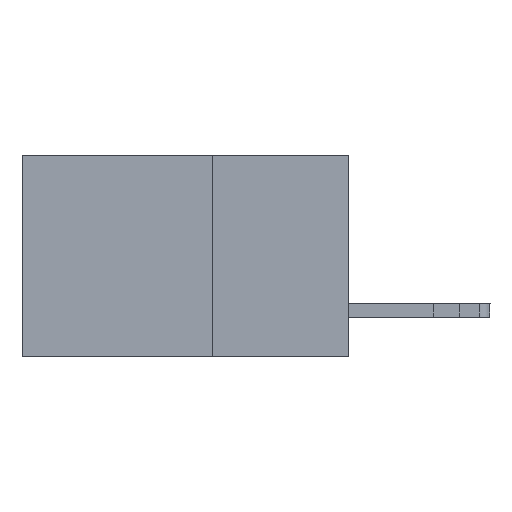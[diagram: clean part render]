
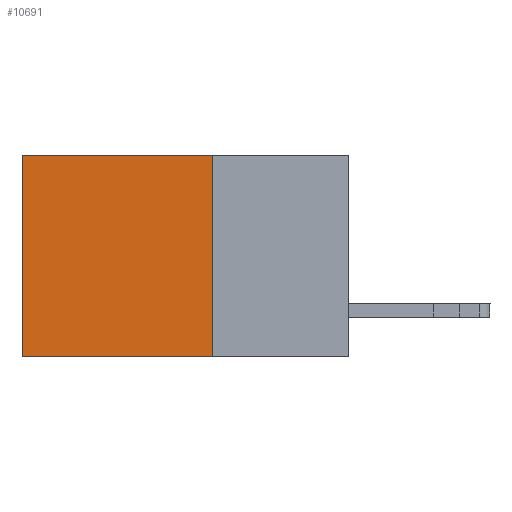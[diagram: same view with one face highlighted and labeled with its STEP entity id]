
A CAD part, left-side view. The second image highlights one B-rep face of the part: STEP entity #10691.
In plain terms, the highlighted planar face has unit normal (-1, 0, 0).
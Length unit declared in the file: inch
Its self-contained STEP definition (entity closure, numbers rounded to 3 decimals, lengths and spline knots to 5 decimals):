
#99 = EDGE_LOOP ( 'NONE', ( #15020, #12093, #5747, #6488 ) ) ;
#1998 = DIRECTION ( 'NONE',  ( 0., 0., -1. ) ) ;
#2627 = CARTESIAN_POINT ( 'NONE',  ( 0.2615, 0.6, -0.37 ) ) ;
#2667 = DIRECTION ( 'NONE',  ( 0., 0., -1. ) ) ;
#3880 = VERTEX_POINT ( 'NONE', #7588 ) ;
#4043 = CARTESIAN_POINT ( 'NONE',  ( 0.2615, 0.25, -0.37 ) ) ;
#4124 = LINE ( 'NONE', #12520, #7774 ) ;
#4930 = VERTEX_POINT ( 'NONE', #15479 ) ;
#5008 = VECTOR ( 'NONE', #7929, 39.37008 ) ;
#5242 = PLANE ( 'NONE',  #8330 ) ;
#5381 = LINE ( 'NONE', #4043, #15183 ) ;
#5614 = LINE ( 'NONE', #10641, #5008 ) ;
#5747 = ORIENTED_EDGE ( 'NONE', *, *, #13434, .F. ) ;
#5779 = CARTESIAN_POINT ( 'NONE',  ( 0.2615, 0.25, -0.37 ) ) ;
#6488 = ORIENTED_EDGE ( 'NONE', *, *, #8255, .T. ) ;
#6599 = EDGE_CURVE ( 'NONE', #8063, #15765, #8178, .T. ) ;
#7588 = CARTESIAN_POINT ( 'NONE',  ( 0.2615, 0.25, 0. ) ) ;
#7774 = VECTOR ( 'NONE', #2667, 39.37008 ) ;
#7929 = DIRECTION ( 'NONE',  ( 0., 1., 0. ) ) ;
#8063 = VERTEX_POINT ( 'NONE', #9086 ) ;
#8178 = LINE ( 'NONE', #14543, #10356 ) ;
#8255 = EDGE_CURVE ( 'NONE', #3880, #4930, #5614, .T. ) ;
#8330 = AXIS2_PLACEMENT_3D ( 'NONE', #5779, #15397, #1998 ) ;
#8846 = DIRECTION ( 'NONE',  ( 0., 0., -1. ) ) ;
#9086 = CARTESIAN_POINT ( 'NONE',  ( 0.2615, 0.25, -0.37 ) ) ;
#9303 = EDGE_CURVE ( 'NONE', #4930, #15765, #4124, .T. ) ;
#10356 = VECTOR ( 'NONE', #13164, 39.37008 ) ;
#10641 = CARTESIAN_POINT ( 'NONE',  ( 0.2615, 0.25, 0. ) ) ;
#10691 = ADVANCED_FACE ( 'NONE', ( #12785 ), #5242, .F. ) ;
#12093 = ORIENTED_EDGE ( 'NONE', *, *, #6599, .F. ) ;
#12520 = CARTESIAN_POINT ( 'NONE',  ( 0.2615, 0.6, -0.37 ) ) ;
#12785 = FACE_OUTER_BOUND ( 'NONE', #99, .T. ) ;
#13164 = DIRECTION ( 'NONE',  ( 0., 1., 0. ) ) ;
#13434 = EDGE_CURVE ( 'NONE', #3880, #8063, #5381, .T. ) ;
#14543 = CARTESIAN_POINT ( 'NONE',  ( 0.2615, 0.25, -0.37 ) ) ;
#15020 = ORIENTED_EDGE ( 'NONE', *, *, #9303, .T. ) ;
#15183 = VECTOR ( 'NONE', #8846, 39.37008 ) ;
#15397 = DIRECTION ( 'NONE',  ( 1., 0., 0. ) ) ;
#15479 = CARTESIAN_POINT ( 'NONE',  ( 0.2615, 0.6, 0. ) ) ;
#15765 = VERTEX_POINT ( 'NONE', #2627 ) ;
